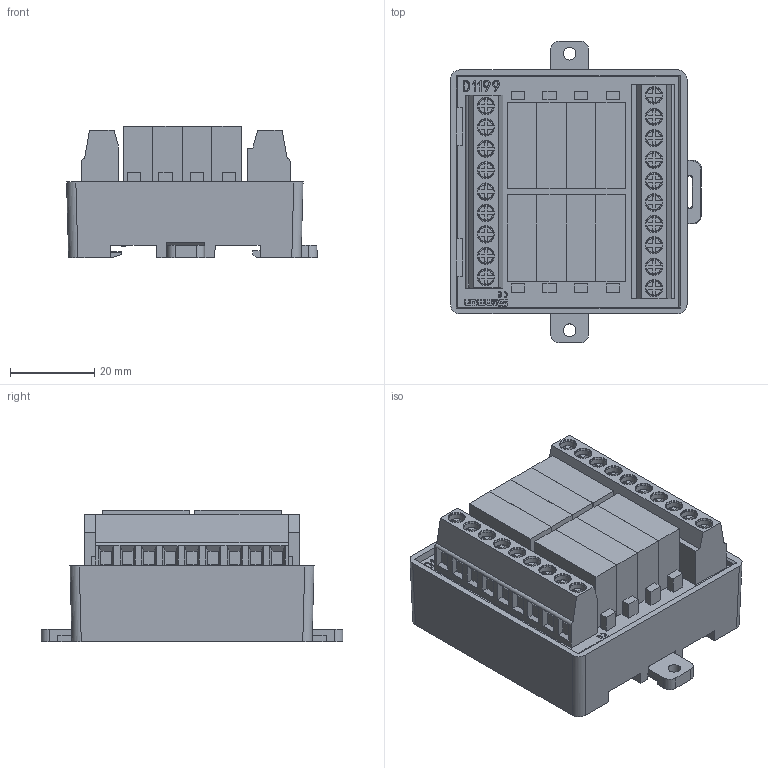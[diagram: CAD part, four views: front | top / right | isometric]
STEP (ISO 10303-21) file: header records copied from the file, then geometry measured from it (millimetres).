
FILE_DESCRIPTION(/* description */ (''),/* implementation_level */ '2;1');
FILE_NAME(/* name */ 'D1199-E.stp',/* time_stamp */ '2024-08-15T17:02:20+08:00',/* author */ (''),/* organization */ (''),/* preprocessor_version */ 'ST-DEVELOPER v14',/* originating_system */ 'SIEMENS PLM Software NX 8.0',/* authorisation */ '');
FILE_SCHEMA (('AUTOMOTIVE_DESIGN { 1 0 10303 214 3 1 1 1 }'));
Length unit declared in the file: millimetre
Products named in the file (1): Admi3268E6A58mtg
Bounding box: 59.51 x 71.6 x 31.25 mm (x, y, z)
Volume: 76363.8 mm3; surface area: 24793.4 mm2
Topology: 3 solids, 3 shells, 956 faces, 2499 edges, 1650 vertices
Faces by surface type: plane 760, cylinder 81, torus 57, cone 42, extrusion 14, bspline 2
Full cylindrical faces by diameter (mm): 3 x2, 4.1 x38
Entity records: 31646 total; most frequent: CARTESIAN_POINT 7723, ORIENTED_EDGE 4856, DIRECTION 4217, EDGE_CURVE 2428, VECTOR 1831, LINE 1817, VERTEX_POINT 1638, AXIS2_PLACEMENT_3D 1193
